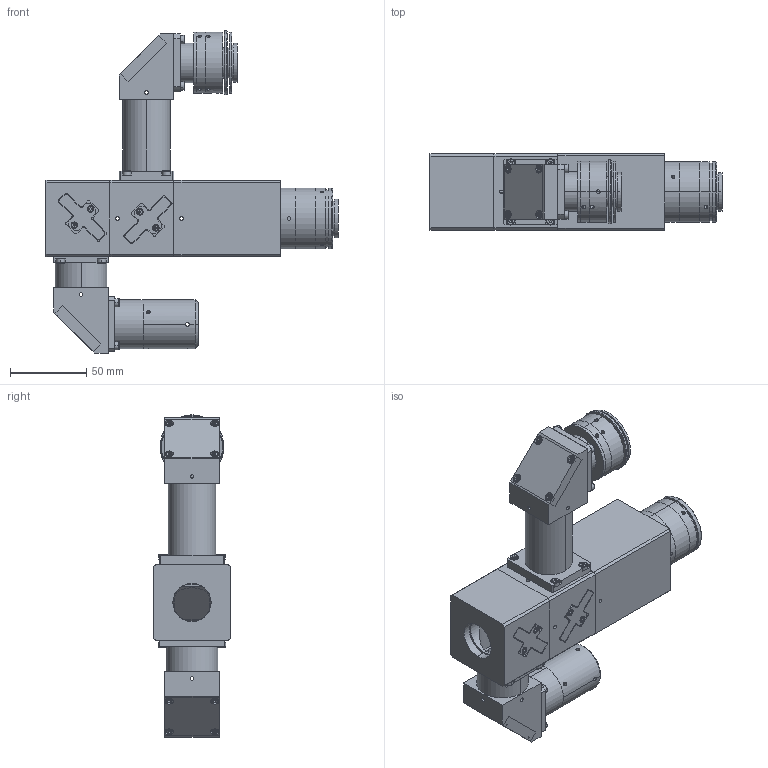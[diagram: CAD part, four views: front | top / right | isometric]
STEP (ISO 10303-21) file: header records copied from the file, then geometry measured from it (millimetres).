
FILE_DESCRIPTION (( 'STEP AP203' ), '1' );
FILE_NAME ('XF-VM3-D0510-V6.3.STEP', '2019-09-20T07:42:27', ( 'zhanghp' ), ( '' ), 'SwSTEP 2.0', 'SolidWorks 2014', '' );
FILE_SCHEMA (( 'CONFIG_CONTROL_DESIGN' ));
Length unit declared in the file: millimetre
Products named in the file (1): XF-VM3-D0510-V6.3
Bounding box: 191.69 x 50 x 211.61 mm (x, y, z)
Surface area: 97360.5 mm2 (no closed solid volume)
Topology: 0 solids, 82 shells, 916 faces, 2850 edges, 1953 vertices
Faces by surface type: plane 473, cylinder 313, cone 66, torus 64
Entity records: 33609 total; most frequent: CARTESIAN_POINT 8301, DIRECTION 5429, ORIENTED_EDGE 4549, EDGE_CURVE 2794, VERTEX_POINT 1953, AXIS2_PLACEMENT_3D 1866, LINE 1697, VECTOR 1697
